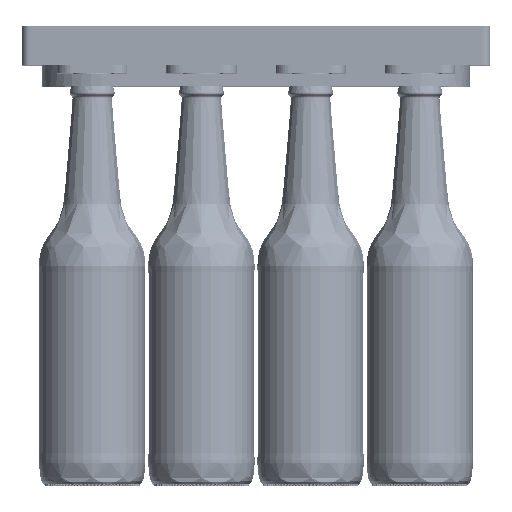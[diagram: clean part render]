
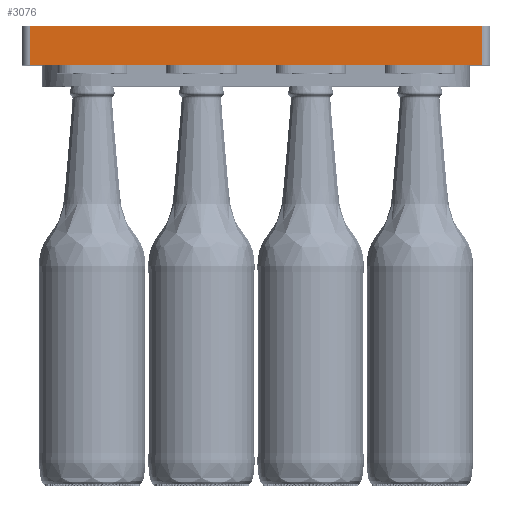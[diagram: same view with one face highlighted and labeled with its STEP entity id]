
A CAD part, top view. The second image highlights one B-rep face of the part: STEP entity #3076.
In plain terms, the highlighted planar face has unit normal (0, 0, 1).
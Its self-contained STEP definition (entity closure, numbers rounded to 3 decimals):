
#1158 = LINE ( 'NONE', #1217, #69512 ) ;
#1210 = LINE ( 'NONE', #1213, #69518 ) ;
#1213 = CARTESIAN_POINT ( 'NONE',  ( -145., -25., 200. ) ) ;
#1215 = DIRECTION ( 'NONE',  ( 0., -1., 0. ) ) ;
#1217 = CARTESIAN_POINT ( 'NONE',  ( -150., -25., 200. ) ) ;
#1221 = DIRECTION ( 'NONE',  ( 1., 0., 0. ) ) ;
#1223 = LINE ( 'NONE', #1226, #69521 ) ;
#1226 = CARTESIAN_POINT ( 'NONE',  ( 145., -25., 200. ) ) ;
#1228 = DIRECTION ( 'NONE',  ( 0., 1., 0. ) ) ;
#1230 = LINE ( 'NONE', #1234, #69523 ) ;
#1234 = CARTESIAN_POINT ( 'NONE',  ( -150., 0., 200. ) ) ;
#1236 = DIRECTION ( 'NONE',  ( 1., 0., 0. ) ) ;
#1768 = EDGE_LOOP ( 'NONE', ( #66340, #66341, #66342, #66343 ) ) ;
#3076 = ADVANCED_FACE ( 'NONE', ( #9659 ), #9654, .T. ) ;
#4427 = VERTEX_POINT ( 'NONE', #12356 ) ;
#4431 = VERTEX_POINT ( 'NONE', #12360 ) ;
#4436 = VERTEX_POINT ( 'NONE', #12365 ) ;
#4437 = VERTEX_POINT ( 'NONE', #12366 ) ;
#9150 = AXIS2_PLACEMENT_3D ( 'NONE', #9651, #9661, #9662 ) ;
#9651 = CARTESIAN_POINT ( 'NONE',  ( -150., -25., 200. ) ) ;
#9654 = PLANE ( 'NONE',  #9150 ) ;
#9659 = FACE_OUTER_BOUND ( 'NONE', #1768, .T. ) ;
#9661 = DIRECTION ( 'NONE',  ( 0., 0., 1. ) ) ;
#9662 = DIRECTION ( 'NONE',  ( 1., 0., 0. ) ) ;
#12356 = CARTESIAN_POINT ( 'NONE',  ( -145., 0., 200. ) ) ;
#12360 = CARTESIAN_POINT ( 'NONE',  ( -145., -25., 200. ) ) ;
#12365 = CARTESIAN_POINT ( 'NONE',  ( 145., -25., 200. ) ) ;
#12366 = CARTESIAN_POINT ( 'NONE',  ( 145., 0., 200. ) ) ;
#66340 = ORIENTED_EDGE ( 'NONE', *, *, #69614, .T. ) ;
#66341 = ORIENTED_EDGE ( 'NONE', *, *, #69616, .T. ) ;
#66342 = ORIENTED_EDGE ( 'NONE', *, *, #69619, .T. ) ;
#66343 = ORIENTED_EDGE ( 'NONE', *, *, #69621, .F. ) ;
#69512 = VECTOR ( 'NONE', #1221, 1000. ) ;
#69518 = VECTOR ( 'NONE', #1215, 1000. ) ;
#69521 = VECTOR ( 'NONE', #1228, 1000. ) ;
#69523 = VECTOR ( 'NONE', #1236, 1000. ) ;
#69614 = EDGE_CURVE ( 'NONE', #4427, #4431, #1210, .T. ) ;
#69616 = EDGE_CURVE ( 'NONE', #4431, #4436, #1158, .T. ) ;
#69619 = EDGE_CURVE ( 'NONE', #4436, #4437, #1223, .T. ) ;
#69621 = EDGE_CURVE ( 'NONE', #4427, #4437, #1230, .T. ) ;
